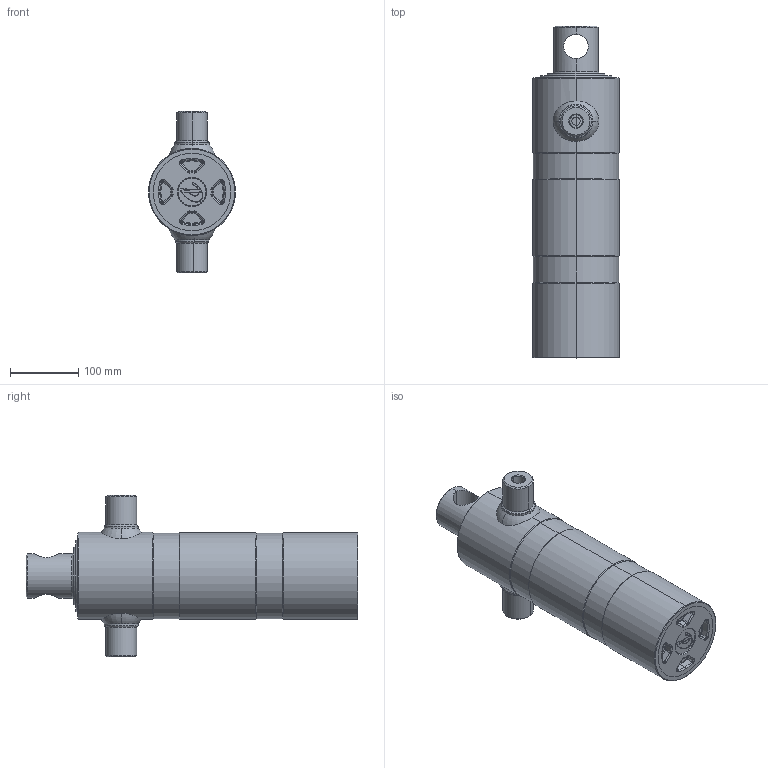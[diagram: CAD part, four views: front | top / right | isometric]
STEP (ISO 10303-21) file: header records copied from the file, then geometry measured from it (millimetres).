
FILE_DESCRIPTION (( 'STEP AP203' ), '1' );
FILE_NAME ('310.H.STEP', '2014-10-13T06:48:58', ( '' ), ( '' ), 'SwSTEP 2.0', 'SolidWorks 2013', '' );
FILE_SCHEMA (( 'CONFIG_CONTROL_DESIGN' ));
Length unit declared in the file: millimetre
Products named in the file (1): 310.H
Bounding box: 128 x 488 x 237 mm (x, y, z)
Surface area: 529896 mm2 (no closed solid volume)
Topology: 0 solids, 12 shells, 247 faces, 632 edges, 387 vertices
Faces by surface type: torus 76, cylinder 69, cone 66, plane 27, bspline 8, sphere 1
Entity records: 9263 total; most frequent: CARTESIAN_POINT 3181, DIRECTION 1423, ORIENTED_EDGE 1119, EDGE_CURVE 630, AXIS2_PLACEMENT_3D 612, VERTEX_POINT 386, CIRCLE 372, EDGE_LOOP 258
